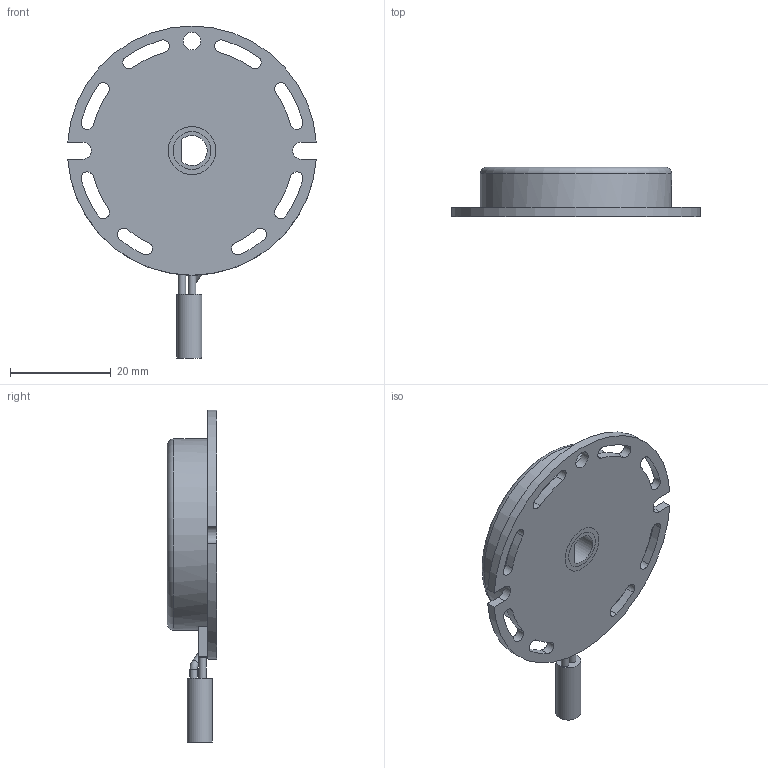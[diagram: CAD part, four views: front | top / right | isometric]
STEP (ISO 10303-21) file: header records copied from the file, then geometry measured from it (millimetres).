
FILE_DESCRIPTION(/* description */ (''),/* implementation_level */ '2;1');
FILE_NAME(/* name */ 'RPPS-HS-36 Assembly.stp',/* time_stamp */ '2023-03-07T13:40:06-05:00',/* author */ ('Justin'),/* organization */ (''),/* preprocessor_version */ 'ST-DEVELOPER v19.2',/* originating_system */ 'Autodesk Inventor 2023',/* authorisation */ '');
FILE_SCHEMA (('AUTOMOTIVE_DESIGN { 1 0 10303 214 3 1 1 }'));
Length unit declared in the file: inch
Products named in the file (4): RPPS-HS-36 Assembly; RPPS-HS-36 Body; RPPS-HS-36 Key; RPPS-HS-36 Connector
Assembly tree (3 placements, depth 2):
  RPPS-HS-36 Assembly
    RPPS-HS-36 Body
    RPPS-HS-36 Key
    RPPS-HS-36 Connector
Bounding box: 49.38 x 9.8 x 65.95 mm (x, y, z)
Volume: 12183.9 mm3; surface area: 6563.5 mm2
Topology: 7 solids, 7 shells, 90 faces, 217 edges, 145 vertices
Faces by surface type: cylinder 55, plane 30, torus 4, bspline 1
Full cylindrical faces by diameter (mm): 1.5 x5, 3.5 x1, 5 x1, 7.5 x2, 9.5 x2, 38.008 x1
Entity records: 3059 total; most frequent: CARTESIAN_POINT 569, DIRECTION 526, ORIENTED_EDGE 430, AXIS2_PLACEMENT_3D 220, EDGE_CURVE 215, VERTEX_POINT 142, CIRCLE 124, EDGE_LOOP 117
